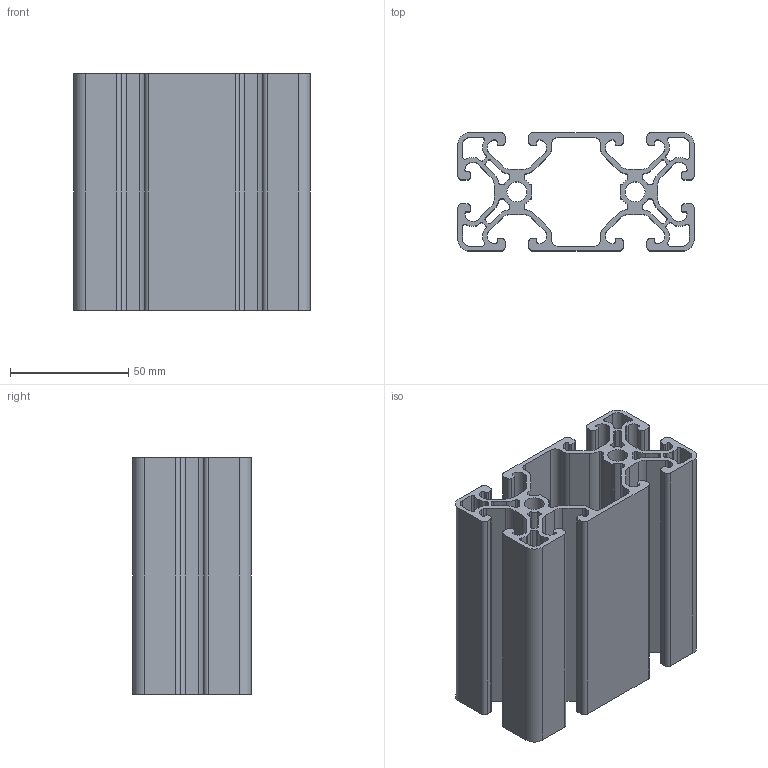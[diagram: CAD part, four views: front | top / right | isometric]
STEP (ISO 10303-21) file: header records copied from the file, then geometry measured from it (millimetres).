
FILE_DESCRIPTION(/* description */ (''),/* implementation_level */ '2;1');
FILE_NAME(/* name */ 'PI-7040_Profil_50x100_E-10.stp',/* time_stamp */ '2020-01-24T13:49:35+01:00',/* author */ ('jmaun'),/* organization */ (''),/* preprocessor_version */ 'ST-DEVELOPER v17',/* originating_system */ 'Autodesk Inventor 2019',/* authorisation */ '');
FILE_SCHEMA (('AUTOMOTIVE_DESIGN { 1 0 10303 214 3 1 1 }'));
Length unit declared in the file: millimetre
Products named in the file (1): PI-7040_Profil_50x100_E-10
Bounding box: 100 x 50 x 100 mm (x, y, z)
Volume: 138273.5 mm3; surface area: 112379.1 mm2
Topology: 1 solids, 1 shells, 352 faces, 1400 edges, 1398 vertices
Faces by surface type: cylinder 206, plane 146
Full cylindrical faces by diameter (mm): 8.5 x2
Entity records: 14146 total; most frequent: CARTESIAN_POINT 3005, DIRECTION 2580, ORIENTED_EDGE 2100, EDGE_CURVE 1050, AXIS2_PLACEMENT_3D 971, VERTEX_POINT 700, LINE 638, VECTOR 638
